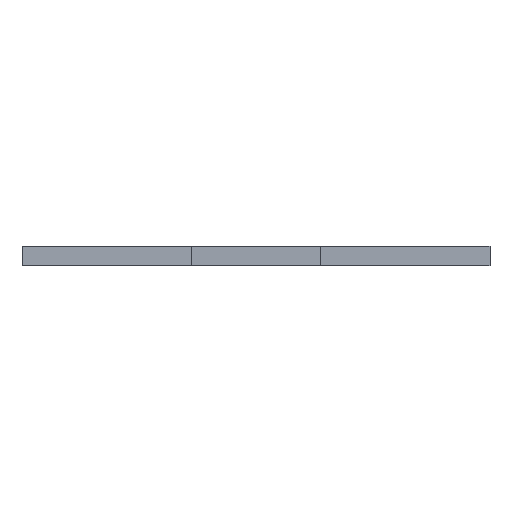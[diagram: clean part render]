
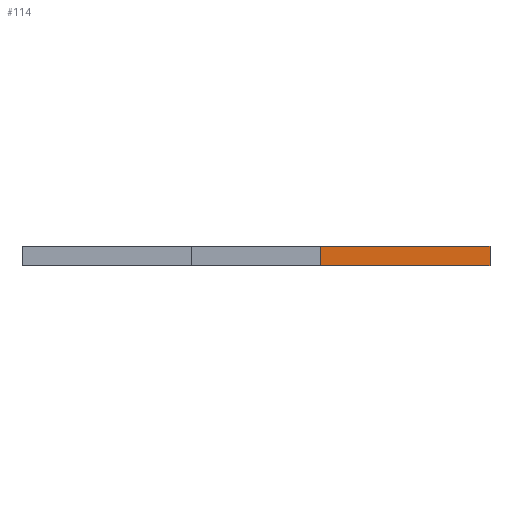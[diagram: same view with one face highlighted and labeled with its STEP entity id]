
A CAD part, front view. The second image highlights one B-rep face of the part: STEP entity #114.
In plain terms, the highlighted planar face has unit normal (0, -1, 0).
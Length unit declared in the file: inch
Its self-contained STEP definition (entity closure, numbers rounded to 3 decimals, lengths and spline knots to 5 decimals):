
#114=ADVANCED_FACE('',(#272),#273,.T.);
#272=FACE_OUTER_BOUND('',#512,.T.);
#273=PLANE('',#513);
#512=EDGE_LOOP('',(#957,#958,#959,#960));
#513=AXIS2_PLACEMENT_3D('',#961,#962,#963);
#957=ORIENTED_EDGE('',*,*,#1230,.T.);
#958=ORIENTED_EDGE('',*,*,#1223,.F.);
#959=ORIENTED_EDGE('',*,*,#1231,.T.);
#960=ORIENTED_EDGE('',*,*,#1232,.T.);
#961=CARTESIAN_POINT('',(1.34375,1.06249,0.0));
#962=DIRECTION('',(0.0,-1.0,0.0));
#963=DIRECTION('',(1.0,0.0,0.0));
#1223=EDGE_CURVE('',#1362,#1360,#1364,.T.);
#1230=EDGE_CURVE('',#1375,#1360,#1376,.T.);
#1231=EDGE_CURVE('',#1362,#1377,#1378,.T.);
#1232=EDGE_CURVE('',#1377,#1375,#1379,.T.);
#1360=VERTEX_POINT('',#1567);
#1362=VERTEX_POINT('',#1570);
#1364=LINE('',#1573,#1574);
#1375=VERTEX_POINT('',#1593);
#1376=LINE('',#1594,#1595);
#1377=VERTEX_POINT('',#1596);
#1378=LINE('',#1597,#1598);
#1379=LINE('',#1599,#1600);
#1567=CARTESIAN_POINT('',(0.8125,1.06249,0.125));
#1570=CARTESIAN_POINT('',(0.8125,1.06249,0.0));
#1573=CARTESIAN_POINT('',(0.8125,1.06249,0.0));
#1574=VECTOR('',#1914,1.0);
#1593=CARTESIAN_POINT('',(1.875,1.06249,0.125));
#1594=CARTESIAN_POINT('',(0.8125,1.06249,0.125));
#1595=VECTOR('',#1917,1.0);
#1596=CARTESIAN_POINT('',(1.875,1.06249,0.0));
#1597=CARTESIAN_POINT('',(0.8125,1.06249,0.0));
#1598=VECTOR('',#1918,1.0);
#1599=CARTESIAN_POINT('',(1.875,1.06249,0.0));
#1600=VECTOR('',#1919,1.0);
#1914=DIRECTION('',(0.0,0.0,1.0));
#1917=DIRECTION('',(-1.0,-0.0,-0.0));
#1918=DIRECTION('',(1.0,0.0,0.0));
#1919=DIRECTION('',(0.0,0.0,1.0));
